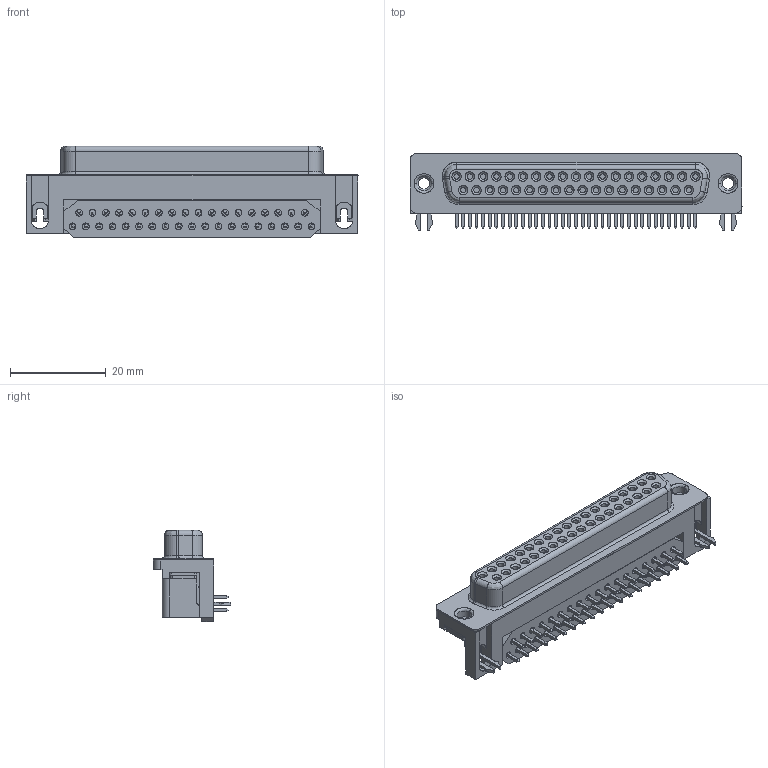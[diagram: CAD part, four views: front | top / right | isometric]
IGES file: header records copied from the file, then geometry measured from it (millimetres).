
Start section: SolidWorks IGES file using analytic representation for surfaces
Global section: file name: KF22X-C37S-N_rA2.IGS; native system: SolidWorks 2012; preprocessor: SolidWorks 2012; author: William; date: 131206.140018; units: millimetre
Bounding box: 69.32 x 16.11 x 19.1 mm (x, y, z)
Surface area: 6993 mm2 (no closed solid volume)
Topology: 0 solids, 0 shells, 847 faces, 7114 edges, 7114 vertices
Faces by surface type: bspline 542, revolution 305
